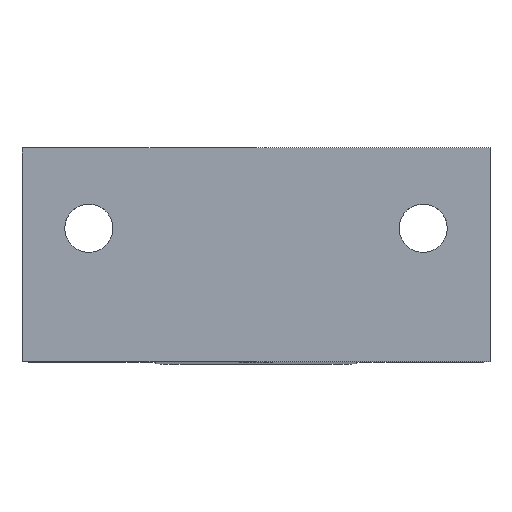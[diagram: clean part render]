
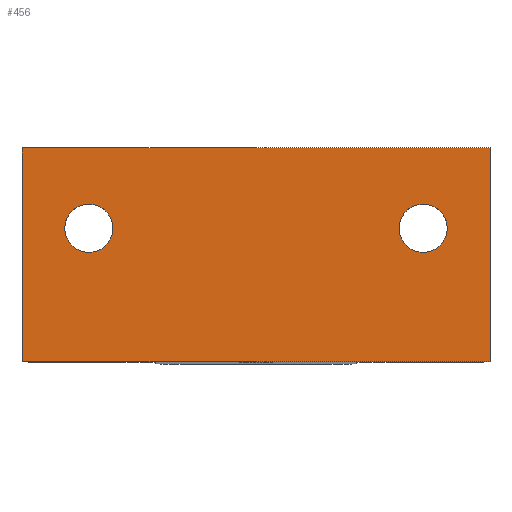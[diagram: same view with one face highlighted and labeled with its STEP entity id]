
A CAD part, top view. The second image highlights one B-rep face of the part: STEP entity #456.
In plain terms, the highlighted planar face has unit normal (0, 0, 1).
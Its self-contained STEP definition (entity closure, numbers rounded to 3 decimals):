
#46 = CARTESIAN_POINT ( 'NONE',  ( 17.5, 20., 0. ) ) ;
#87 = CARTESIAN_POINT ( 'NONE',  ( 14.3, 10., 0. ) ) ;
#103 = ORIENTED_EDGE ( 'NONE', *, *, #1156, .T. ) ;
#112 = ORIENTED_EDGE ( 'NONE', *, *, #598, .T. ) ;
#116 = EDGE_CURVE ( 'NONE', #683, #242, #321, .T. ) ;
#140 = ORIENTED_EDGE ( 'NONE', *, *, #1039, .T. ) ;
#153 = CARTESIAN_POINT ( 'NONE',  ( 7.5, 0., 0. ) ) ;
#178 = FACE_BOUND ( 'NONE', #577, .T. ) ;
#198 = VERTEX_POINT ( 'NONE', #779 ) ;
#204 = CARTESIAN_POINT ( 'NONE',  ( -12.5, 10., 0. ) ) ;
#224 = CARTESIAN_POINT ( 'NONE',  ( 17.5, 16., 0. ) ) ;
#242 = VERTEX_POINT ( 'NONE', #224 ) ;
#252 = CARTESIAN_POINT ( 'NONE',  ( 10.7, 10., 0. ) ) ;
#321 = LINE ( 'NONE', #1053, #626 ) ;
#337 = ORIENTED_EDGE ( 'NONE', *, *, #1123, .T. ) ;
#348 = ORIENTED_EDGE ( 'NONE', *, *, #494, .T. ) ;
#360 = LINE ( 'NONE', #834, #1085 ) ;
#386 = ORIENTED_EDGE ( 'NONE', *, *, #116, .F. ) ;
#415 = DIRECTION ( 'NONE',  ( -1., 0., 0. ) ) ;
#423 = AXIS2_PLACEMENT_3D ( 'NONE', #153, #807, #647 ) ;
#450 = VECTOR ( 'NONE', #901, 1000. ) ;
#456 = ADVANCED_FACE ( 'NONE', ( #863, #178, #805 ), #630, .F. ) ;
#482 = DIRECTION ( 'NONE',  ( 0., 0., -1. ) ) ;
#494 = EDGE_CURVE ( 'NONE', #1061, #878, #1095, .T. ) ;
#498 = VECTOR ( 'NONE', #509, 1000. ) ;
#509 = DIRECTION ( 'NONE',  ( 0., 1., 0. ) ) ;
#523 = AXIS2_PLACEMENT_3D ( 'NONE', #1074, #967, #415 ) ;
#577 = EDGE_LOOP ( 'NONE', ( #112, #1195 ) ) ;
#598 = EDGE_CURVE ( 'NONE', #198, #609, #717, .T. ) ;
#609 = VERTEX_POINT ( 'NONE', #895 ) ;
#626 = VECTOR ( 'NONE', #1048, 1000. ) ;
#630 = PLANE ( 'NONE',  #423 ) ;
#631 = CARTESIAN_POINT ( 'NONE',  ( 12.5, 10., 0. ) ) ;
#647 = DIRECTION ( 'NONE',  ( -1., 0., 0. ) ) ;
#660 = VERTEX_POINT ( 'NONE', #676 ) ;
#676 = CARTESIAN_POINT ( 'NONE',  ( 17.5, 0., 0. ) ) ;
#683 = VERTEX_POINT ( 'NONE', #856 ) ;
#709 = AXIS2_PLACEMENT_3D ( 'NONE', #935, #482, #1139 ) ;
#717 = CIRCLE ( 'NONE', #709, 1.8 ) ;
#721 = EDGE_CURVE ( 'NONE', #609, #198, #1073, .T. ) ;
#726 = EDGE_LOOP ( 'NONE', ( #103, #386, #140, #970 ) ) ;
#731 = DIRECTION ( 'NONE',  ( -1., 0., 0. ) ) ;
#751 = AXIS2_PLACEMENT_3D ( 'NONE', #204, #961, #1128 ) ;
#755 = CARTESIAN_POINT ( 'NONE',  ( -17.5, 0., 0. ) ) ;
#779 = CARTESIAN_POINT ( 'NONE',  ( -14.3, 10., 0. ) ) ;
#795 = AXIS2_PLACEMENT_3D ( 'NONE', #631, #835, #1002 ) ;
#805 = FACE_OUTER_BOUND ( 'NONE', #726, .T. ) ;
#807 = DIRECTION ( 'NONE',  ( 0., 0., -1. ) ) ;
#834 = CARTESIAN_POINT ( 'NONE',  ( 7.5, 0., 0. ) ) ;
#835 = DIRECTION ( 'NONE',  ( 0., 0., -1. ) ) ;
#856 = CARTESIAN_POINT ( 'NONE',  ( -17.5, 16., 0. ) ) ;
#863 = FACE_BOUND ( 'NONE', #1153, .T. ) ;
#878 = VERTEX_POINT ( 'NONE', #87 ) ;
#881 = LINE ( 'NONE', #1209, #450 ) ;
#895 = CARTESIAN_POINT ( 'NONE',  ( -10.7, 10., 0. ) ) ;
#901 = DIRECTION ( 'NONE',  ( 0., -1., 0. ) ) ;
#935 = CARTESIAN_POINT ( 'NONE',  ( -12.5, 10., 0. ) ) ;
#954 = LINE ( 'NONE', #46, #498 ) ;
#961 = DIRECTION ( 'NONE',  ( 0., 0., -1. ) ) ;
#967 = DIRECTION ( 'NONE',  ( 0., 0., -1. ) ) ;
#970 = ORIENTED_EDGE ( 'NONE', *, *, #1059, .F. ) ;
#984 = VERTEX_POINT ( 'NONE', #755 ) ;
#1002 = DIRECTION ( 'NONE',  ( -1., 0., 0. ) ) ;
#1035 = CIRCLE ( 'NONE', #523, 1.8 ) ;
#1039 = EDGE_CURVE ( 'NONE', #683, #984, #881, .T. ) ;
#1048 = DIRECTION ( 'NONE',  ( 1., 0., 0. ) ) ;
#1053 = CARTESIAN_POINT ( 'NONE',  ( -17.5, 16., 0. ) ) ;
#1059 = EDGE_CURVE ( 'NONE', #660, #984, #360, .T. ) ;
#1061 = VERTEX_POINT ( 'NONE', #252 ) ;
#1073 = CIRCLE ( 'NONE', #751, 1.8 ) ;
#1074 = CARTESIAN_POINT ( 'NONE',  ( 12.5, 10., 0. ) ) ;
#1085 = VECTOR ( 'NONE', #731, 1000. ) ;
#1095 = CIRCLE ( 'NONE', #795, 1.8 ) ;
#1123 = EDGE_CURVE ( 'NONE', #878, #1061, #1035, .T. ) ;
#1128 = DIRECTION ( 'NONE',  ( -1., 0., 0. ) ) ;
#1139 = DIRECTION ( 'NONE',  ( -1., 0., 0. ) ) ;
#1153 = EDGE_LOOP ( 'NONE', ( #348, #337 ) ) ;
#1156 = EDGE_CURVE ( 'NONE', #660, #242, #954, .T. ) ;
#1195 = ORIENTED_EDGE ( 'NONE', *, *, #721, .T. ) ;
#1209 = CARTESIAN_POINT ( 'NONE',  ( -17.5, 20., 0. ) ) ;
